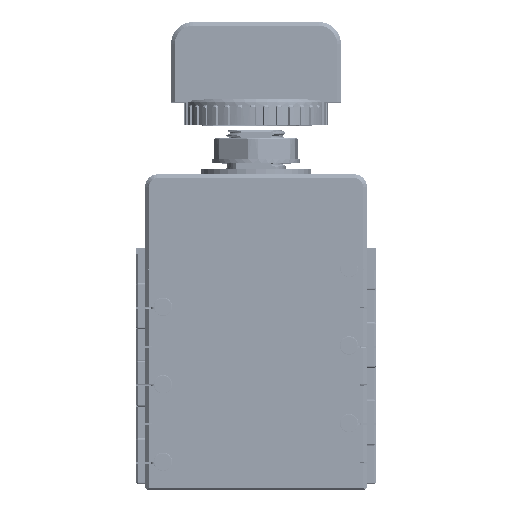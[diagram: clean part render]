
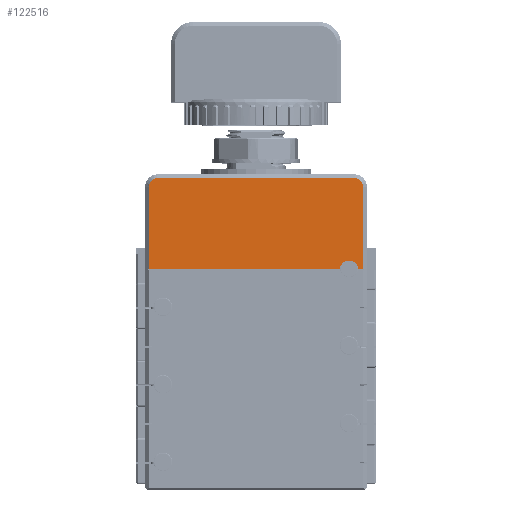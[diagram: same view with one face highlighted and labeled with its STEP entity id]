
A CAD part, top view. The second image highlights one B-rep face of the part: STEP entity #122516.
In plain terms, the highlighted planar face has unit normal (0, 0, 1).
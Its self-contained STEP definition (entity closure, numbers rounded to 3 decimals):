
#1983=DIRECTION('',(0.,-1.,0.));
#1984=VECTOR('',#1983,22.4);
#1985=CARTESIAN_POINT('',(-29.,28.1,22.5));
#1986=LINE('',#1985,#1984);
#2526=DIRECTION('',(0.,1.,0.));
#2527=VECTOR('',#2526,22.4);
#2528=CARTESIAN_POINT('',(29.,5.7,22.5));
#2529=LINE('',#2528,#2527);
#2538=CARTESIAN_POINT('',(-26.7,28.1,22.5));
#2539=DIRECTION('',(0.,0.,1.));
#2540=DIRECTION('',(0.,1.,0.));
#2541=AXIS2_PLACEMENT_3D('',#2538,#2539,#2540);
#2543=DIRECTION('',(-1.,0.,0.));
#2544=VECTOR('',#2543,53.4);
#2545=CARTESIAN_POINT('',(26.7,30.4,22.5));
#2546=LINE('',#2545,#2544);
#2547=CARTESIAN_POINT('',(26.7,28.1,22.5));
#2548=DIRECTION('',(0.,0.,1.));
#2549=DIRECTION('',(1.,0.,0.));
#2550=AXIS2_PLACEMENT_3D('',#2547,#2548,#2549);
#2552=DIRECTION('',(1.,0.,0.));
#2553=VECTOR('',#2552,1.305);
#2554=CARTESIAN_POINT('',(27.695,5.7,22.5));
#2555=LINE('',#2554,#2553);
#2556=CARTESIAN_POINT('',(25.2,5.55,22.5));
#2557=DIRECTION('',(0.,0.,1.));
#2558=DIRECTION('',(0.998,0.06,0.));
#2559=AXIS2_PLACEMENT_3D('',#2556,#2557,#2558);
#2561=DIRECTION('',(1.,0.,0.));
#2562=VECTOR('',#2561,51.705);
#2563=CARTESIAN_POINT('',(-29.,5.7,22.5));
#2564=LINE('',#2563,#2562);
#108567=CARTESIAN_POINT('',(27.695,5.7,22.5));
#108569=VERTEX_POINT('',#108567);
#108571=CARTESIAN_POINT('',(22.705,5.7,22.5));
#108573=VERTEX_POINT('',#108571);
#108640=CARTESIAN_POINT('',(-29.,5.7,22.5));
#108641=VERTEX_POINT('',#108640);
#108642=CARTESIAN_POINT('',(29.,5.7,22.5));
#108643=VERTEX_POINT('',#108642);
#110175=CARTESIAN_POINT('',(-26.7,30.4,22.5));
#110176=CARTESIAN_POINT('',(-29.,28.1,22.5));
#110177=VERTEX_POINT('',#110175);
#110178=VERTEX_POINT('',#110176);
#110183=CARTESIAN_POINT('',(26.7,30.4,22.5));
#110184=VERTEX_POINT('',#110183);
#110187=CARTESIAN_POINT('',(29.,28.1,22.5));
#110188=VERTEX_POINT('',#110187);
#122495=CARTESIAN_POINT('',(-30.,10.,22.5));
#122496=DIRECTION('',(0.,0.,1.));
#122497=DIRECTION('',(1.,0.,0.));
#122498=AXIS2_PLACEMENT_3D('',#122495,#122496,#122497);
#122499=PLANE('',#122498);
#122500=ORIENTED_EDGE('',*,*,#121935,.F.);
#122502=ORIENTED_EDGE('',*,*,#122501,.F.);
#122504=ORIENTED_EDGE('',*,*,#122503,.F.);
#122506=ORIENTED_EDGE('',*,*,#122505,.F.);
#122507=ORIENTED_EDGE('',*,*,#122477,.F.);
#122509=ORIENTED_EDGE('',*,*,#122508,.F.);
#122511=ORIENTED_EDGE('',*,*,#122510,.T.);
#122513=ORIENTED_EDGE('',*,*,#122512,.F.);
#122514=EDGE_LOOP('',(#122500,#122502,#122504,#122506,#122507,#122509,#122511,
#122513));
#122515=FACE_OUTER_BOUND('',#122514,.F.);
#122516=ADVANCED_FACE('',(#122515),#122499,.T.);
#2542=CIRCLE('',#2541,2.3);
#2551=CIRCLE('',#2550,2.3);
#2560=CIRCLE('',#2559,2.5);
#121935=EDGE_CURVE('',#110178,#108641,#1986,.T.);
#122477=EDGE_CURVE('',#108643,#110188,#2529,.T.);
#122501=EDGE_CURVE('',#110177,#110178,#2542,.T.);
#122503=EDGE_CURVE('',#110184,#110177,#2546,.T.);
#122505=EDGE_CURVE('',#110188,#110184,#2551,.T.);
#122508=EDGE_CURVE('',#108569,#108643,#2555,.T.);
#122510=EDGE_CURVE('',#108569,#108573,#2560,.T.);
#122512=EDGE_CURVE('',#108641,#108573,#2564,.T.);
